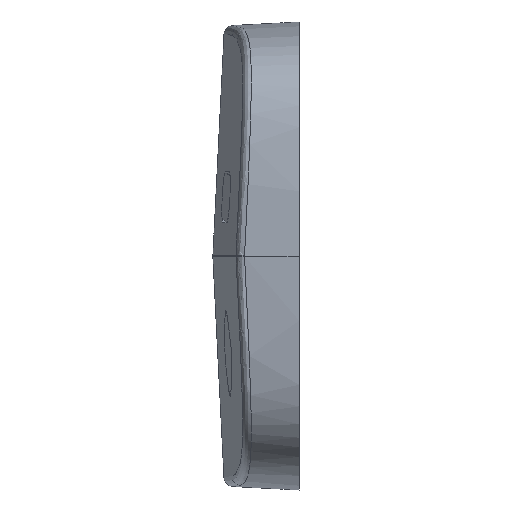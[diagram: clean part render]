
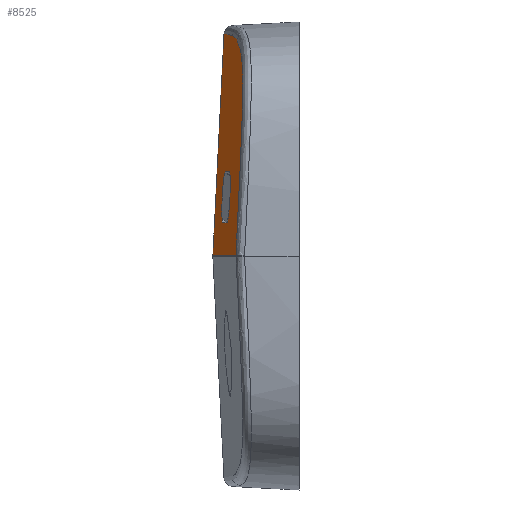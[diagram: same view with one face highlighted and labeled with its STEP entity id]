
A CAD part, left-side view. The second image highlights one B-rep face of the part: STEP entity #8525.
In plain terms, the highlighted planar face has unit normal (-0.071, 0.996, 0.05).
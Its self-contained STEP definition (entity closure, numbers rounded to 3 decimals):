
#345 = CARTESIAN_POINT ( 'NONE',  ( -4.564, 7.947, 24.428 ) ) ;
#422 = DIRECTION ( 'NONE',  ( -0.997, -0.071, -0.004 ) ) ;
#488 = CARTESIAN_POINT ( 'NONE',  ( -21.126, 6.794, 23.756 ) ) ;
#658 = CARTESIAN_POINT ( 'NONE',  ( 12.101, 9.5, 17.271 ) ) ;
#668 = CIRCLE ( 'NONE', #6192, 2.8 ) ;
#768 = VERTEX_POINT ( 'NONE', #8879 ) ;
#1132 = CARTESIAN_POINT ( 'NONE',  ( 12.04, 10.358, 0.1 ) ) ;
#1227 = DIRECTION ( 'NONE',  ( 0.997, 0.071, 0.004 ) ) ;
#1456 = CARTESIAN_POINT ( 'NONE',  ( -0.143, 8.264, 24.418 ) ) ;
#1473 = CARTESIAN_POINT ( 'NONE',  ( -19.374, 7.787, 6.468 ) ) ;
#1601 = CARTESIAN_POINT ( 'NONE',  ( -34.974, 6.378, 12.265 ) ) ;
#2232 = LINE ( 'NONE', #3413, #3271 ) ;
#2430 = DIRECTION ( 'NONE',  ( 0.997, 0.071, 0.004 ) ) ;
#2510 = CARTESIAN_POINT ( 'NONE',  ( -31.844, 6.222, 19.847 ) ) ;
#2680 = EDGE_CURVE ( 'NONE', #12247, #3665, #13579, .T. ) ;
#3226 = ORIENTED_EDGE ( 'NONE', *, *, #11167, .F. ) ;
#3263 = DIRECTION ( 'NONE',  ( 0., 0.05, -0.999 ) ) ;
#3271 = VECTOR ( 'NONE', #3263, 1000. ) ;
#3286 = VECTOR ( 'NONE', #3589, 1000. ) ;
#3397 = DIRECTION ( 'NONE',  ( -0.071, 0.996, 0.05 ) ) ;
#3413 = CARTESIAN_POINT ( 'NONE',  ( -0.143, 8.625, 17.227 ) ) ;
#3589 = DIRECTION ( 'NONE',  ( 0.997, 0.071, 0.004 ) ) ;
#3629 = CARTESIAN_POINT ( 'NONE',  ( -27.597, 6.398, 22.408 ) ) ;
#3665 = VERTEX_POINT ( 'NONE', #8427 ) ;
#3673 = CARTESIAN_POINT ( 'NONE',  ( -15.614, 7.167, 24.195 ) ) ;
#3799 = CARTESIAN_POINT ( 'NONE',  ( -19.374, 7.928, 3.671 ) ) ;
#3817 = CARTESIAN_POINT ( 'NONE',  ( -30.571, 6.26, 20.914 ) ) ;
#3923 = CARTESIAN_POINT ( 'NONE',  ( -0.143, 8.264, 24.418 ) ) ;
#4112 = EDGE_CURVE ( 'NONE', #9103, #7940, #8000, .T. ) ;
#4139 = PLANE ( 'NONE',  #7732 ) ;
#4532 = ORIENTED_EDGE ( 'NONE', *, *, #11330, .T. ) ;
#4552 = CARTESIAN_POINT ( 'NONE',  ( -19.374, 7.647, 9.264 ) ) ;
#4739 = CARTESIAN_POINT ( 'NONE',  ( -14.51, 7.243, 24.244 ) ) ;
#4774 = EDGE_LOOP ( 'NONE', ( #7249, #11409, #11063, #3226, #10713 ) ) ;
#4788 = CARTESIAN_POINT ( 'NONE',  ( -34.298, 6.264, 15.503 ) ) ;
#5158 = EDGE_CURVE ( 'NONE', #768, #6730, #13749, .T. ) ;
#5289 = DIRECTION ( 'NONE',  ( -0.071, 0.996, 0.05 ) ) ;
#5876 = CARTESIAN_POINT ( 'NONE',  ( -24.408, 6.584, 23.251 ) ) ;
#5885 = FACE_BOUND ( 'NONE', #4774, .T. ) ;
#5919 = CARTESIAN_POINT ( 'NONE',  ( -19.374, 7.647, 9.264 ) ) ;
#6020 = CARTESIAN_POINT ( 'NONE',  ( -18.926, 6.94, 23.978 ) ) ;
#6037 = EDGE_CURVE ( 'NONE', #7940, #12861, #7795, .T. ) ;
#6192 = AXIS2_PLACEMENT_3D ( 'NONE', #14311, #3397, #1227 ) ;
#6444 = DIRECTION ( 'NONE',  ( 0.997, 0.071, 0.004 ) ) ;
#6730 = VERTEX_POINT ( 'NONE', #3923 ) ;
#6735 = ORIENTED_EDGE ( 'NONE', *, *, #8294, .T. ) ;
#6915 = LINE ( 'NONE', #1132, #9342 ) ;
#7039 = CARTESIAN_POINT ( 'NONE',  ( -17.823, 7.015, 24.062 ) ) ;
#7083 = LINE ( 'NONE', #3799, #10024 ) ;
#7098 = VERTEX_POINT ( 'NONE', #11252 ) ;
#7173 = CARTESIAN_POINT ( 'NONE',  ( -28.629, 6.343, 22.026 ) ) ;
#7249 = ORIENTED_EDGE ( 'NONE', *, *, #4112, .F. ) ;
#7494 = CARTESIAN_POINT ( 'NONE',  ( -12.791, 8.258, 6.492 ) ) ;
#7732 = AXIS2_PLACEMENT_3D ( 'NONE', #658, #5289, #10703 ) ;
#7795 = LINE ( 'NONE', #4552, #3286 ) ;
#7940 = VERTEX_POINT ( 'NONE', #5919 ) ;
#8000 = CIRCLE ( 'NONE', #11066, 2.8 ) ;
#8063 = ORIENTED_EDGE ( 'NONE', *, *, #5158, .T. ) ;
#8097 = CARTESIAN_POINT ( 'NONE',  ( -2.354, 8.105, 24.426 ) ) ;
#8243 = CARTESIAN_POINT ( 'NONE',  ( -35.372, 6.571, 7.853 ) ) ;
#8294 = EDGE_CURVE ( 'NONE', #6730, #7098, #2232, .T. ) ;
#8427 = CARTESIAN_POINT ( 'NONE',  ( -12.791, 8.398, 3.695 ) ) ;
#8525 = ADVANCED_FACE ( 'NONE', ( #5885, #14364 ), #4139, .T. ) ;
#8749 = DIRECTION ( 'NONE',  ( -0.071, 0.996, 0.05 ) ) ;
#8879 = CARTESIAN_POINT ( 'NONE',  ( -35.508, 6.951, 0.1 ) ) ;
#8971 = CARTESIAN_POINT ( 'NONE',  ( -35.508, 6.951, 0.1 ) ) ;
#9103 = VERTEX_POINT ( 'NONE', #14072 ) ;
#9138 = DIRECTION ( 'NONE',  ( -0.071, 0.996, 0.05 ) ) ;
#9319 = CARTESIAN_POINT ( 'NONE',  ( -33.481, 6.218, 17.591 ) ) ;
#9342 = VECTOR ( 'NONE', #10293, 1000. ) ;
#9366 = CARTESIAN_POINT ( 'NONE',  ( -11.195, 7.475, 24.36 ) ) ;
#10024 = VECTOR ( 'NONE', #422, 1000. ) ;
#10282 = CARTESIAN_POINT ( 'NONE',  ( -35.11, 6.424, 11.168 ) ) ;
#10293 = DIRECTION ( 'NONE',  ( -0.997, -0.071, 0. ) ) ;
#10332 = CARTESIAN_POINT ( 'NONE',  ( -32.945, 6.207, 18.564 ) ) ;
#10703 = DIRECTION ( 'NONE',  ( 0.997, 0.071, 0. ) ) ;
#10713 = ORIENTED_EDGE ( 'NONE', *, *, #6037, .F. ) ;
#10881 = EDGE_CURVE ( 'NONE', #3665, #9103, #7083, .T. ) ;
#11063 = ORIENTED_EDGE ( 'NONE', *, *, #2680, .F. ) ;
#11066 = AXIS2_PLACEMENT_3D ( 'NONE', #1473, #9138, #2430 ) ;
#11167 = EDGE_CURVE ( 'NONE', #12861, #12247, #668, .T. ) ;
#11208 = EDGE_LOOP ( 'NONE', ( #4532, #8063, #6735 ) ) ;
#11215 = CARTESIAN_POINT ( 'NONE',  ( -35.514, 6.839, 2.316 ) ) ;
#11252 = CARTESIAN_POINT ( 'NONE',  ( -0.143, 9.485, 0.1 ) ) ;
#11330 = EDGE_CURVE ( 'NONE', #7098, #768, #6915, .T. ) ;
#11408 = CARTESIAN_POINT ( 'NONE',  ( -25.488, 6.518, 23.023 ) ) ;
#11409 = ORIENTED_EDGE ( 'NONE', *, *, #10881, .F. ) ;
#11443 = AXIS2_PLACEMENT_3D ( 'NONE', #7494, #8749, #6444 ) ;
#11461 = CARTESIAN_POINT ( 'NONE',  ( -35.503, 6.729, 4.532 ) ) ;
#11506 = CARTESIAN_POINT ( 'NONE',  ( -22.223, 6.722, 23.619 ) ) ;
#11601 = CARTESIAN_POINT ( 'NONE',  ( -30.104, 6.278, 21.218 ) ) ;
#12247 = VERTEX_POINT ( 'NONE', #14246 ) ;
#12693 = CARTESIAN_POINT ( 'NONE',  ( -31.441, 6.232, 20.23 ) ) ;
#12861 = VERTEX_POINT ( 'NONE', #14369 ) ;
#13579 = CIRCLE ( 'NONE', #11443, 2.8 ) ;
#13626 = CARTESIAN_POINT ( 'NONE',  ( -8.985, 7.632, 24.394 ) ) ;
#13722 = CARTESIAN_POINT ( 'NONE',  ( -35.309, 6.52, 8.961 ) ) ;
#13749 = B_SPLINE_CURVE_WITH_KNOTS ( 'NONE', 3,
 ( #8971, #11215, #11461, #8243, #13722, #10282, #1601, #13822, #4788, #9319, #10332, #2510, #12693, #3817, #11601, #7173, #3629, #11408, #5876, #11506, #488, #6020, #7039, #3673, #4739, #9366, #13626, #345, #8097, #1456 ),
 .UNSPECIFIED., .F., .F.,
 ( 4, 2, 2, 2, 2, 2, 2, 2, 2, 2, 2, 2, 2, 2, 4 ),
 ( 0., 0.007, 0.01, 0.013, 0.017, 0.02, 0.022, 0.023, 0.027, 0.03, 0.033, 0.037, 0.04, 0.047, 0.053 ),
 .UNSPECIFIED. ) ;
#13822 = CARTESIAN_POINT ( 'NONE',  ( -34.567, 6.299, 14.432 ) ) ;
#14072 = CARTESIAN_POINT ( 'NONE',  ( -19.374, 7.928, 3.671 ) ) ;
#14246 = CARTESIAN_POINT ( 'NONE',  ( -9.998, 8.457, 6.502 ) ) ;
#14311 = CARTESIAN_POINT ( 'NONE',  ( -12.791, 8.258, 6.492 ) ) ;
#14364 = FACE_OUTER_BOUND ( 'NONE', #11208, .T. ) ;
#14369 = CARTESIAN_POINT ( 'NONE',  ( -12.791, 8.117, 9.288 ) ) ;
